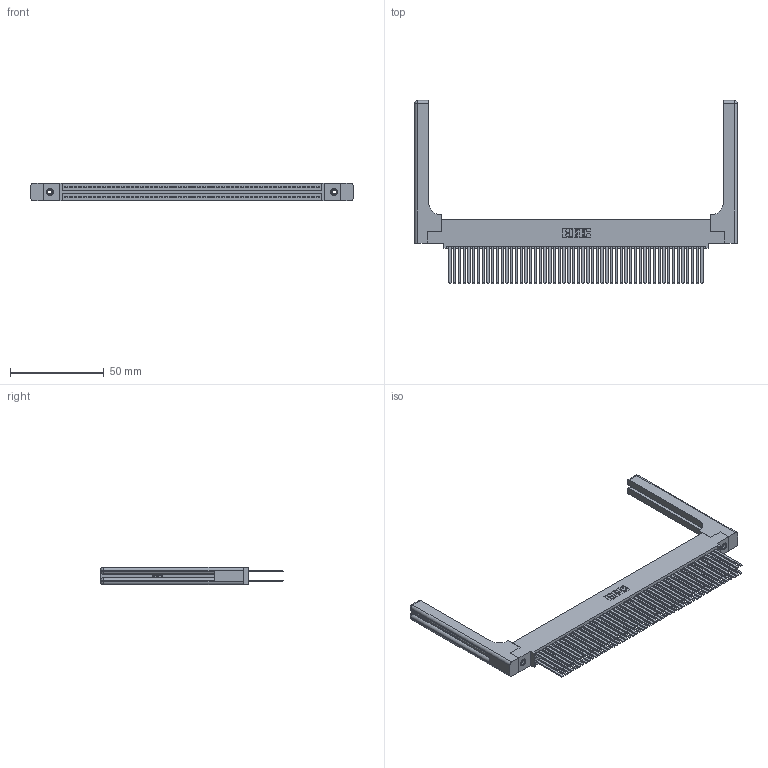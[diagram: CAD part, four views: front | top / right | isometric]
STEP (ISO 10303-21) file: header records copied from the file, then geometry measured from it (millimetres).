
FILE_DESCRIPTION (( 'STEP AP203' ), '1' );
FILE_NAME ('345-108-544-558.STEP', '2019-11-04T13:52:30', ( '' ), ( '' ), 'SwSTEP 2.0', 'SolidWorks 2016', '' );
FILE_SCHEMA (( 'CONFIG_CONTROL_DESIGN' ));
Length unit declared in the file: inch
Products named in the file (5): 345-250-001_345-250-001-102; 345 Part_0.110 Offset - 0.156 Dia-TH; 345-220-058_345-220-058; 345-108-544-558; 345-292-001_345-293-144
Assembly tree (113 placements, depth 2):
  345-108-544-558
    345 Part_0.110 Offset - 0.156 Dia-TH
    345-292-001_345-293-144  x108
    345-250-001_345-250-001-102  x2
    345-220-058_345-220-058  x2
Bounding box: 172.19 x 97.71 x 9.4 mm (x, y, z)
Volume: 26753.5 mm3; surface area: 36839.9 mm2
Topology: 113 solids, 113 shells, 5138 faces, 15167 edges, 9946 vertices
Faces by surface type: plane 3364, cylinder 1714, bspline 36, cone 12, sphere 8, torus 4
Entity records: 45884 total; most frequent: CARTESIAN_POINT 8673, ORIENTED_EDGE 7404, DIRECTION 6562, EDGE_CURVE 3702, LINE 3266, VECTOR 3266, VERTEX_POINT 2458, AXIS2_PLACEMENT_3D 1648
